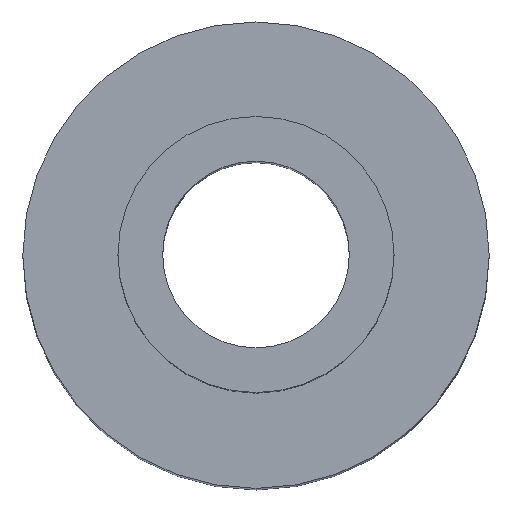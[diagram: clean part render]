
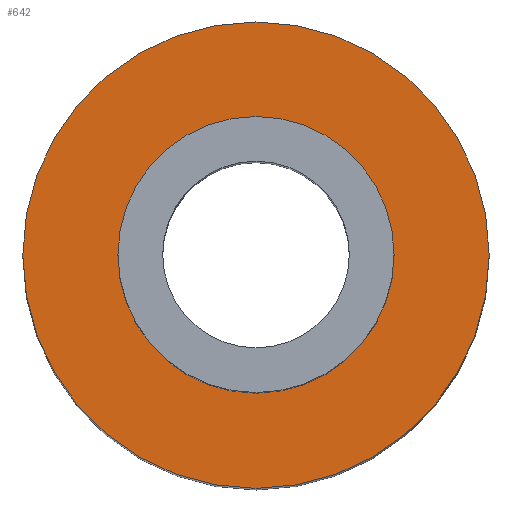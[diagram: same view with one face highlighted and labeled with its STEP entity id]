
A CAD part, top view. The second image highlights one B-rep face of the part: STEP entity #642.
In plain terms, the highlighted planar face has unit normal (0, 0, 1).
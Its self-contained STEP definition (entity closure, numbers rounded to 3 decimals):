
#18=FACE_BOUND('',#100,.T.);
#22=PLANE('',#700);
#60=FACE_OUTER_BOUND('',#99,.T.);
#99=EDGE_LOOP('',(#575));
#100=EDGE_LOOP('',(#576));
#108=CIRCLE('',#694,7.4);
#110=CIRCLE('',#698,12.5);
#286=VERTEX_POINT('',#4440);
#288=VERTEX_POINT('',#4447);
#381=EDGE_CURVE('',#286,#286,#108,.T.);
#384=EDGE_CURVE('',#288,#288,#110,.T.);
#575=ORIENTED_EDGE('',*,*,#384,.F.);
#576=ORIENTED_EDGE('',*,*,#381,.T.);
#642=ADVANCED_FACE('',(#60,#18),#22,.F.);
#694=AXIS2_PLACEMENT_3D('',#4442,#804,#805);
#698=AXIS2_PLACEMENT_3D('',#4449,#813,#814);
#700=AXIS2_PLACEMENT_3D('',#4451,#817,#818);
#804=DIRECTION('center_axis',(0.,0.,-1.));
#805=DIRECTION('ref_axis',(1.,0.,0.));
#813=DIRECTION('center_axis',(0.,0.,-1.));
#814=DIRECTION('ref_axis',(-1.,0.,0.));
#817=DIRECTION('center_axis',(0.,0.,-1.));
#818=DIRECTION('ref_axis',(-1.,0.,0.));
#4440=CARTESIAN_POINT('',(-42.4,35.,-424.));
#4442=CARTESIAN_POINT('Origin',(-35.,35.,-424.));
#4447=CARTESIAN_POINT('',(-22.5,35.,-424.));
#4449=CARTESIAN_POINT('Origin',(-35.,35.,-424.));
#4451=CARTESIAN_POINT('Origin',(-35.,35.,-424.));
